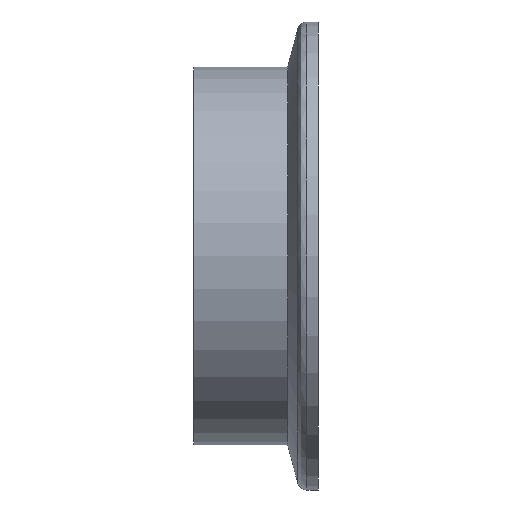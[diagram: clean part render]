
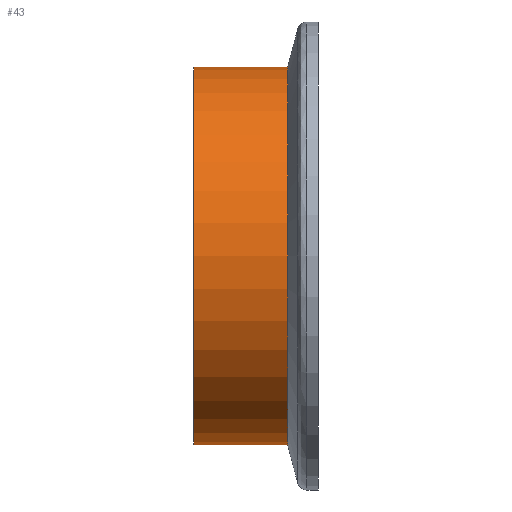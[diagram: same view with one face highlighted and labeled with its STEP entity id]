
A CAD part, front view. The second image highlights one B-rep face of the part: STEP entity #43.
In plain terms, the highlighted cylindrical face has radius 30.25 mm (diameter 60.5 mm), a partial arc.
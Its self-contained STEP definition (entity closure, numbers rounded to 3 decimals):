
#43=ADVANCED_FACE('',(#89),#88,.T.);
#88=CYLINDRICAL_SURFACE('',#229,30.25);
#89=FACE_OUTER_BOUND('',#230,.T.);
#226=CARTESIAN_POINT('',(0.,0.,0.));
#227=DIRECTION('',(1.,0.,0.));
#228=DIRECTION('',(0.,0.,1.));
#229=AXIS2_PLACEMENT_3D('',#226,#227,#228);
#230=EDGE_LOOP('',(#352,#353,#354,#355));
#352=ORIENTED_EDGE('',*,*,#412,.T.);
#353=ORIENTED_EDGE('',*,*,#413,.F.);
#354=ORIENTED_EDGE('',*,*,#409,.F.);
#355=ORIENTED_EDGE('',*,*,#414,.T.);
#409=EDGE_CURVE('',#487,#486,#494,.T.);
#412=EDGE_CURVE('',#514,#515,#516,.T.);
#413=EDGE_CURVE('',#486,#515,#522,.T.);
#414=EDGE_CURVE('',#487,#514,#528,.T.);
#486=VERTEX_POINT('',#668);
#487=VERTEX_POINT('',#669);
#494=CIRCLE('',#677,30.25);
#514=VERTEX_POINT('',#688);
#515=VERTEX_POINT('',#689);
#516=CIRCLE('',#693,30.25);
#522=(BOUNDED_CURVE() B_SPLINE_CURVE(1,(#694,#695),.UNSPECIFIED.,.F.,.F.) B_SPLINE_CURVE_WITH_KNOTS((2,2),(0.083,0.917),.UNSPECIFIED.) CURVE() GEOMETRIC_REPRESENTATION_ITEM() RATIONAL_B_SPLINE_CURVE((1.,1.)) REPRESENTATION_ITEM('') );
#528=(BOUNDED_CURVE() B_SPLINE_CURVE(1,(#696,#697),.UNSPECIFIED.,.F.,.F.) B_SPLINE_CURVE_WITH_KNOTS((2,2),(0.083,0.917),.UNSPECIFIED.) CURVE() GEOMETRIC_REPRESENTATION_ITEM() RATIONAL_B_SPLINE_CURVE((0.75,0.75)) REPRESENTATION_ITEM('') );
#668=CARTESIAN_POINT('',(0.,0.,30.25));
#669=CARTESIAN_POINT('',(0.,0.,-30.25));
#674=CARTESIAN_POINT('',(0.,0.,0.));
#675=DIRECTION('',(-1.,0.,0.));
#676=DIRECTION('',(0.,0.,1.));
#677=AXIS2_PLACEMENT_3D('',#674,#675,#676);
#688=CARTESIAN_POINT('',(15.057,0.,-30.25));
#689=CARTESIAN_POINT('',(15.057,0.,30.25));
#690=CARTESIAN_POINT('',(15.057,0.,0.));
#691=DIRECTION('',(-1.,0.,0.));
#692=DIRECTION('',(0.,0.,1.));
#693=AXIS2_PLACEMENT_3D('',#690,#691,#692);
#694=CARTESIAN_POINT('',(0.,0.,30.25));
#695=CARTESIAN_POINT('',(15.057,0.,30.25));
#696=CARTESIAN_POINT('',(0.,0.,-30.25));
#697=CARTESIAN_POINT('',(15.057,0.,-30.25));
